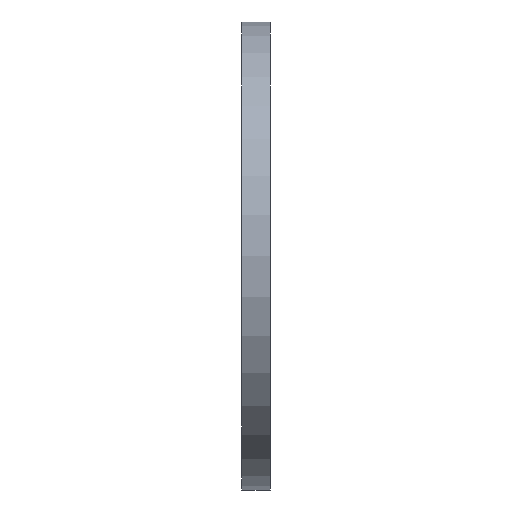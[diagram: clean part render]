
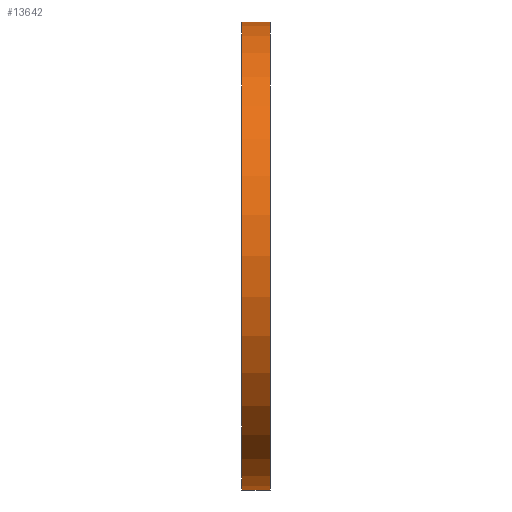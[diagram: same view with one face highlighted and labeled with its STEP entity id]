
A CAD part, left-side view. The second image highlights one B-rep face of the part: STEP entity #13642.
In plain terms, the highlighted cylindrical face has radius 50 mm (diameter 100 mm), a partial arc.
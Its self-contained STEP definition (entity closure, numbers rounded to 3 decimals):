
#271 = DIRECTION ( 'NONE',  ( 0., 1., 0. ) ) ;
#562 = CIRCLE ( 'NONE', #1151, 50. ) ;
#718 = FACE_OUTER_BOUND ( 'NONE', #14665, .T. ) ;
#753 = LINE ( 'NONE', #12409, #12296 ) ;
#1151 = AXIS2_PLACEMENT_3D ( 'NONE', #10536, #8134, #3486 ) ;
#1271 = CIRCLE ( 'NONE', #7940, 50. ) ;
#2393 = VERTEX_POINT ( 'NONE', #4616 ) ;
#2432 = DIRECTION ( 'NONE',  ( 0., 0., -1. ) ) ;
#2520 = ORIENTED_EDGE ( 'NONE', *, *, #3552, .T. ) ;
#2604 = ORIENTED_EDGE ( 'NONE', *, *, #12524, .F. ) ;
#2621 = LINE ( 'NONE', #7283, #5148 ) ;
#3368 = VERTEX_POINT ( 'NONE', #5684 ) ;
#3486 = DIRECTION ( 'NONE',  ( 0., 0., 1. ) ) ;
#3552 = EDGE_CURVE ( 'NONE', #12787, #3368, #2621, .T. ) ;
#4097 = DIRECTION ( 'NONE',  ( 0., -1., 0. ) ) ;
#4616 = CARTESIAN_POINT ( 'NONE',  ( 0., 0., 50. ) ) ;
#4793 = DIRECTION ( 'NONE',  ( 0., -1., 0. ) ) ;
#5148 = VECTOR ( 'NONE', #4097, 1000. ) ;
#5684 = CARTESIAN_POINT ( 'NONE',  ( 0., 0., -50. ) ) ;
#5702 = DIRECTION ( 'NONE',  ( 0., -1., 0. ) ) ;
#5856 = CARTESIAN_POINT ( 'NONE',  ( 0., 6., 50. ) ) ;
#6846 = ORIENTED_EDGE ( 'NONE', *, *, #11213, .T. ) ;
#7283 = CARTESIAN_POINT ( 'NONE',  ( 0., 6., -50. ) ) ;
#7940 = AXIS2_PLACEMENT_3D ( 'NONE', #12835, #271, #9515 ) ;
#8094 = EDGE_CURVE ( 'NONE', #12787, #10898, #562, .T. ) ;
#8134 = DIRECTION ( 'NONE',  ( 0., 1., 0. ) ) ;
#8287 = CARTESIAN_POINT ( 'NONE',  ( 0., 6., 0. ) ) ;
#9319 = AXIS2_PLACEMENT_3D ( 'NONE', #8287, #4793, #2432 ) ;
#9515 = DIRECTION ( 'NONE',  ( 0., 0., 1. ) ) ;
#10536 = CARTESIAN_POINT ( 'NONE',  ( 0., 6., 0. ) ) ;
#10898 = VERTEX_POINT ( 'NONE', #5856 ) ;
#11005 = CYLINDRICAL_SURFACE ( 'NONE', #9319, 50. ) ;
#11034 = CARTESIAN_POINT ( 'NONE',  ( 0., 6., -50. ) ) ;
#11213 = EDGE_CURVE ( 'NONE', #3368, #2393, #1271, .T. ) ;
#12296 = VECTOR ( 'NONE', #5702, 1000. ) ;
#12409 = CARTESIAN_POINT ( 'NONE',  ( 0., 6., 50. ) ) ;
#12524 = EDGE_CURVE ( 'NONE', #10898, #2393, #753, .T. ) ;
#12787 = VERTEX_POINT ( 'NONE', #11034 ) ;
#12835 = CARTESIAN_POINT ( 'NONE',  ( 0., 0., 0. ) ) ;
#13642 = ADVANCED_FACE ( 'NONE', ( #718 ), #11005, .T. ) ;
#14665 = EDGE_LOOP ( 'NONE', ( #2604, #14905, #2520, #6846 ) ) ;
#14905 = ORIENTED_EDGE ( 'NONE', *, *, #8094, .F. ) ;
